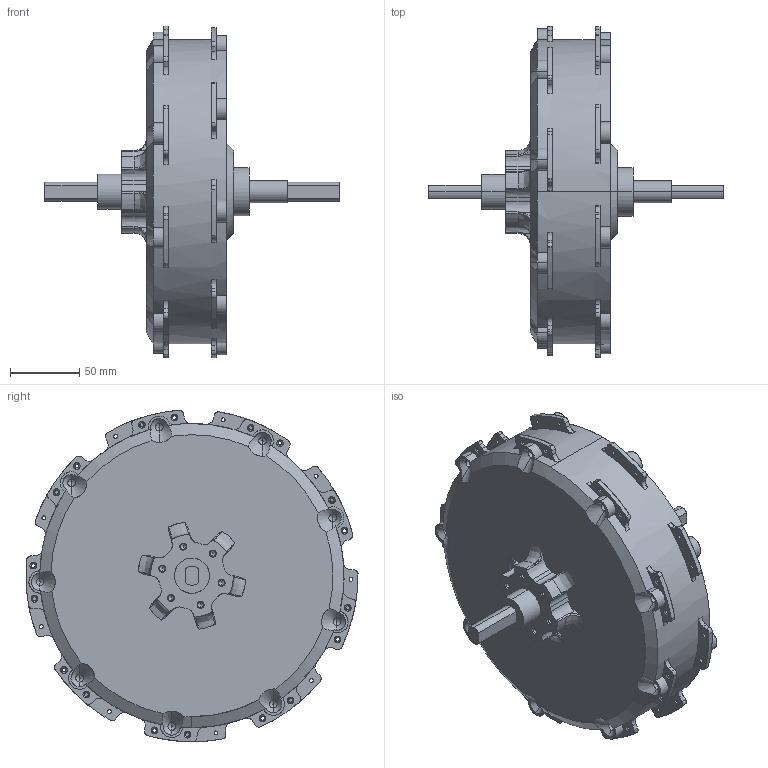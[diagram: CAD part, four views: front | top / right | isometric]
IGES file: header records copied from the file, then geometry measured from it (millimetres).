
Start section: SolidWorks IGES file using analytic representation for surfaces
Global section: file name: TC3080.IGS; native system: SolidWorks 2014; preprocessor: SolidWorks 2014; author: grin; date: 181228.012912; units: millimetre
Bounding box: 212.98 x 240.06 x 239.71 mm (x, y, z)
Surface area: 145304.4 mm2 (no closed solid volume)
Topology: 0 solids, 0 shells, 625 faces, 9049 edges, 9001 vertices
Faces by surface type: revolution 489, bspline 136
